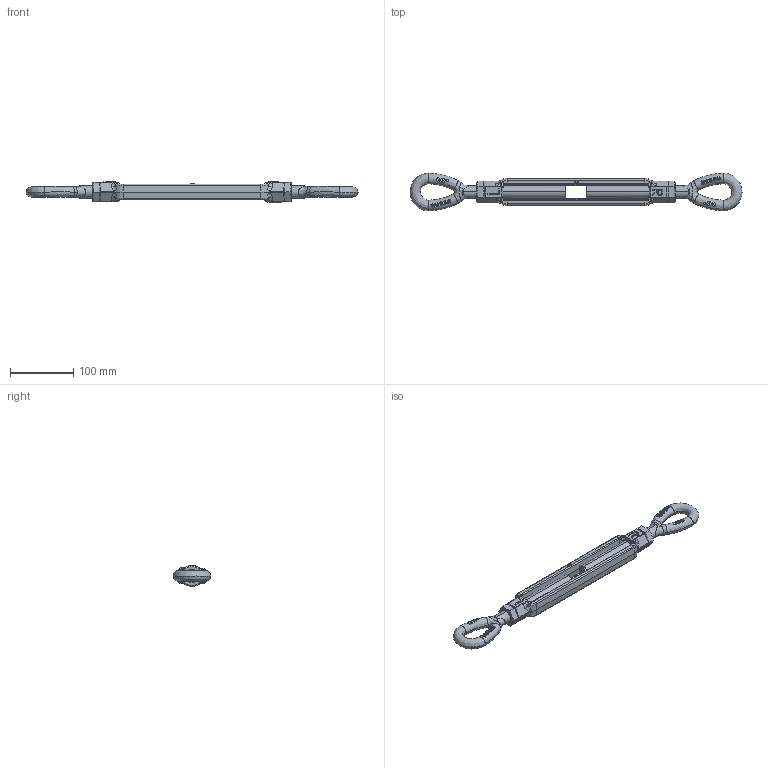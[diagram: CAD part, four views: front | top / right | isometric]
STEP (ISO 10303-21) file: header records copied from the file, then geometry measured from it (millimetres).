
FILE_DESCRIPTION(('STEP AP214'),'1');
FILE_NAME('ssgpoo1909.stp','2017-03-31T06:48:14',('TraceParts'),('TraceParts S.A.'),'Spatial InterOp 3D',' ',' ');
FILE_SCHEMA(('automotive_design'));
Length unit declared in the file: millimetre
Products named in the file (8): ssgpoo1909_1; ssgpoo1909_2; ssgpoo1909_3; ssgpoo1909_4; ssgpoo1909_5; ssgpoo1909_6; ssgpoo1909_7; ssgpoo1909_8
Bounding box: 522.92 x 59 x 32 mm (x, y, z)
Volume: 317671.4 mm3; surface area: 86943.3 mm2
Topology: 8 solids, 8 shells, 687 faces, 1780 edges, 1131 vertices
Faces by surface type: plane 263, bspline 258, cylinder 114, cone 52
Entity records: 40187 total; most frequent: CARTESIAN_POINT 20329, ORIENTED_EDGE 3566, DIRECTION 2008, EDGE_CURVE 1783, VERTEX_POINT 1135, B_SPLINE_CURVE_WITH_KNOTS 839, EDGE_LOOP 722, STYLED_ITEM 695
